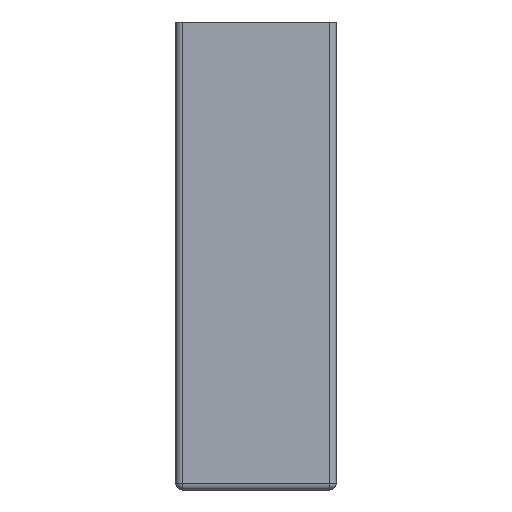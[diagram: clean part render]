
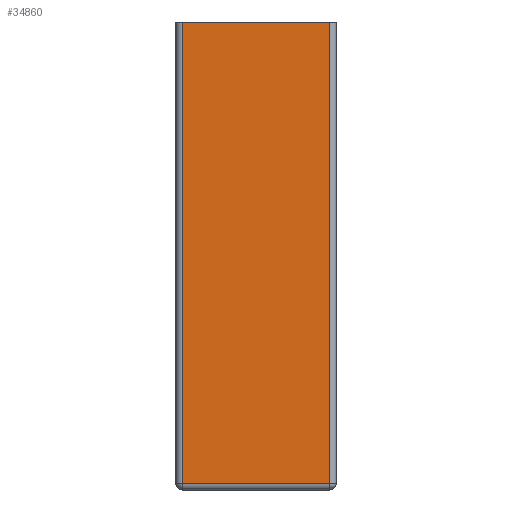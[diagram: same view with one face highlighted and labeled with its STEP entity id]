
A CAD part, left-side view. The second image highlights one B-rep face of the part: STEP entity #34860.
In plain terms, the highlighted planar face has unit normal (-1, 0, 0).
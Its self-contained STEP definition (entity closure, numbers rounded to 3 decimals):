
#31610=CARTESIAN_POINT('',(0.,0.5,0.));
#31620=VERTEX_POINT('',#31610);
#31650=CARTESIAN_POINT('',(0.,0.,0.));
#31660=DIRECTION('',(0.,1.,0.));
#31670=VECTOR('',#31660,1.);
#31680=LINE('',#31650,#31670);
#31690=CARTESIAN_POINT('',(0.,11.5,0.));
#31700=VERTEX_POINT('',#31690);
#31710=EDGE_CURVE('',#31620,#31700,#31680,.T.);
#34560=CARTESIAN_POINT('',(0.,0.,0.));
#34570=DIRECTION('',(1.,0.,0.));
#34580=DIRECTION('',(0.,-1.,0.));
#34590=AXIS2_PLACEMENT_3D('',#34560,#34570,#34580);
#34600=PLANE('',#34590);
#34610=CARTESIAN_POINT('',(0.,11.5,0.));
#34620=DIRECTION('',(0.,0.,1.));
#34630=VECTOR('',#34620,1.);
#34640=LINE('',#34610,#34630);
#34650=CARTESIAN_POINT('',(0.,11.5,-34.5));
#34660=VERTEX_POINT('',#34650);
#34670=EDGE_CURVE('',#34660,#31700,#34640,.T.);
#34680=ORIENTED_EDGE('',*,*,#34670,.F.);
#34690=ORIENTED_EDGE('',*,*,#31710,.T.);
#34700=CARTESIAN_POINT('',(0.,0.5,0.));
#34710=DIRECTION('',(0.,0.,-1.));
#34720=VECTOR('',#34710,1.);
#34730=LINE('',#34700,#34720);
#34740=CARTESIAN_POINT('',(0.,0.5,-34.5));
#34750=VERTEX_POINT('',#34740);
#34760=EDGE_CURVE('',#31620,#34750,#34730,.T.);
#34770=ORIENTED_EDGE('',*,*,#34760,.F.);
#34780=CARTESIAN_POINT('',(0.,0.,-34.5));
#34790=DIRECTION('',(0.,1.,0.));
#34800=VECTOR('',#34790,1.);
#34810=LINE('',#34780,#34800);
#34820=EDGE_CURVE('',#34750,#34660,#34810,.T.);
#34830=ORIENTED_EDGE('',*,*,#34820,.F.);
#34840=EDGE_LOOP('',(#34830,#34770,#34690,#34680));
#34850=FACE_OUTER_BOUND('',#34840,.T.);
#34860=ADVANCED_FACE('',(#34850),#34600,.F.);
